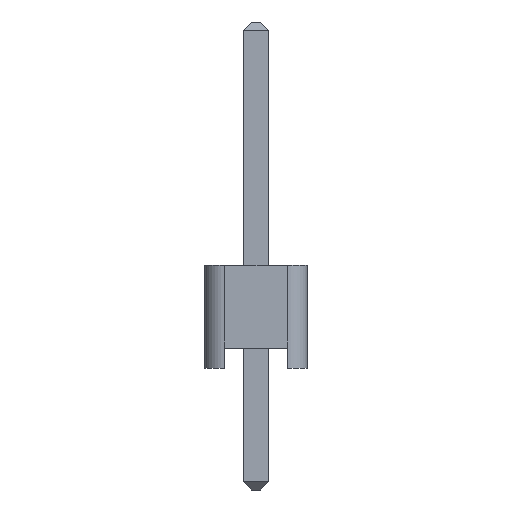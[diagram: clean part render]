
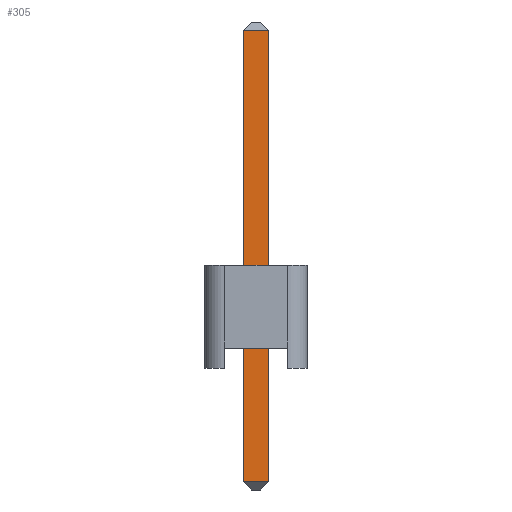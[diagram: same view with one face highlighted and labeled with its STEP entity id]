
A CAD part, left-side view. The second image highlights one B-rep face of the part: STEP entity #305.
In plain terms, the highlighted planar face has unit normal (-1, 0, 0).
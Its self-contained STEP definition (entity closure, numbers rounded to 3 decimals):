
#189 = EDGE_CURVE('',#190,#192,#194,.T.);
#190 = VERTEX_POINT('',#191);
#191 = CARTESIAN_POINT('',(-0.32,0.32,0.2));
#192 = VERTEX_POINT('',#193);
#193 = CARTESIAN_POINT('',(-0.32,0.32,11.34));
#194 = SURFACE_CURVE('',#195,(#199,#211),.PCURVE_S1.);
#195 = LINE('',#196,#197);
#196 = CARTESIAN_POINT('',(-0.32,0.32,0.));
#197 = VECTOR('',#198,1.);
#198 = DIRECTION('',(0.,0.,1.));
#199 = PCURVE('',#200,#205);
#200 = PLANE('',#201);
#201 = AXIS2_PLACEMENT_3D('',#202,#203,#204);
#202 = CARTESIAN_POINT('',(-0.32,0.32,0.));
#203 = DIRECTION('',(0.,1.,0.));
#204 = DIRECTION('',(1.,0.,0.));
#205 = DEFINITIONAL_REPRESENTATION('',(#206),#210);
#206 = LINE('',#207,#208);
#207 = CARTESIAN_POINT('',(0.,0.));
#208 = VECTOR('',#209,1.);
#209 = DIRECTION('',(0.,-1.));
#210 = ( GEOMETRIC_REPRESENTATION_CONTEXT(2) 
PARAMETRIC_REPRESENTATION_CONTEXT() REPRESENTATION_CONTEXT('2D SPACE',''
  ) );
#211 = PCURVE('',#212,#217);
#212 = PLANE('',#213);
#213 = AXIS2_PLACEMENT_3D('',#214,#215,#216);
#214 = CARTESIAN_POINT('',(-0.32,-0.32,0.));
#215 = DIRECTION('',(-1.,0.,0.));
#216 = DIRECTION('',(0.,1.,0.));
#217 = DEFINITIONAL_REPRESENTATION('',(#218),#222);
#218 = LINE('',#219,#220);
#219 = CARTESIAN_POINT('',(0.64,0.));
#220 = VECTOR('',#221,1.);
#221 = DIRECTION('',(0.,-1.));
#222 = ( GEOMETRIC_REPRESENTATION_CONTEXT(2) 
PARAMETRIC_REPRESENTATION_CONTEXT() REPRESENTATION_CONTEXT('2D SPACE',''
  ) );
#305 = ADVANCED_FACE('',(#306),#212,.T.);
#306 = FACE_BOUND('',#307,.T.);
#307 = EDGE_LOOP('',(#308,#338,#364,#365));
#308 = ORIENTED_EDGE('',*,*,#309,.T.);
#309 = EDGE_CURVE('',#310,#312,#314,.T.);
#310 = VERTEX_POINT('',#311);
#311 = CARTESIAN_POINT('',(-0.32,-0.32,0.2));
#312 = VERTEX_POINT('',#313);
#313 = CARTESIAN_POINT('',(-0.32,-0.32,11.34));
#314 = SURFACE_CURVE('',#315,(#319,#326),.PCURVE_S1.);
#315 = LINE('',#316,#317);
#316 = CARTESIAN_POINT('',(-0.32,-0.32,0.));
#317 = VECTOR('',#318,1.);
#318 = DIRECTION('',(0.,0.,1.));
#319 = PCURVE('',#212,#320);
#320 = DEFINITIONAL_REPRESENTATION('',(#321),#325);
#321 = LINE('',#322,#323);
#322 = CARTESIAN_POINT('',(0.,0.));
#323 = VECTOR('',#324,1.);
#324 = DIRECTION('',(0.,-1.));
#325 = ( GEOMETRIC_REPRESENTATION_CONTEXT(2) 
PARAMETRIC_REPRESENTATION_CONTEXT() REPRESENTATION_CONTEXT('2D SPACE',''
  ) );
#326 = PCURVE('',#327,#332);
#327 = PLANE('',#328);
#328 = AXIS2_PLACEMENT_3D('',#329,#330,#331);
#329 = CARTESIAN_POINT('',(0.32,-0.32,0.));
#330 = DIRECTION('',(0.,-1.,0.));
#331 = DIRECTION('',(-1.,0.,0.));
#332 = DEFINITIONAL_REPRESENTATION('',(#333),#337);
#333 = LINE('',#334,#335);
#334 = CARTESIAN_POINT('',(0.64,0.));
#335 = VECTOR('',#336,1.);
#336 = DIRECTION('',(0.,-1.));
#337 = ( GEOMETRIC_REPRESENTATION_CONTEXT(2) 
PARAMETRIC_REPRESENTATION_CONTEXT() REPRESENTATION_CONTEXT('2D SPACE',''
  ) );
#338 = ORIENTED_EDGE('',*,*,#339,.T.);
#339 = EDGE_CURVE('',#312,#192,#340,.T.);
#340 = SURFACE_CURVE('',#341,(#345,#352),.PCURVE_S1.);
#341 = LINE('',#342,#343);
#342 = CARTESIAN_POINT('',(-0.32,-0.32,11.34));
#343 = VECTOR('',#344,1.);
#344 = DIRECTION('',(0.,1.,0.));
#345 = PCURVE('',#212,#346);
#346 = DEFINITIONAL_REPRESENTATION('',(#347),#351);
#347 = LINE('',#348,#349);
#348 = CARTESIAN_POINT('',(0.,-11.34));
#349 = VECTOR('',#350,1.);
#350 = DIRECTION('',(1.,0.));
#351 = ( GEOMETRIC_REPRESENTATION_CONTEXT(2) 
PARAMETRIC_REPRESENTATION_CONTEXT() REPRESENTATION_CONTEXT('2D SPACE',''
  ) );
#352 = PCURVE('',#353,#358);
#353 = PLANE('',#354);
#354 = AXIS2_PLACEMENT_3D('',#355,#356,#357);
#355 = CARTESIAN_POINT('',(-0.22,-0.32,11.44));
#356 = DIRECTION('',(0.707,0.,-0.707)
  );
#357 = DIRECTION('',(0.,1.,0.));
#358 = DEFINITIONAL_REPRESENTATION('',(#359),#363);
#359 = LINE('',#360,#361);
#360 = CARTESIAN_POINT('',(0.,-0.141));
#361 = VECTOR('',#362,1.);
#362 = DIRECTION('',(1.,0.));
#363 = ( GEOMETRIC_REPRESENTATION_CONTEXT(2) 
PARAMETRIC_REPRESENTATION_CONTEXT() REPRESENTATION_CONTEXT('2D SPACE',''
  ) );
#364 = ORIENTED_EDGE('',*,*,#189,.F.);
#365 = ORIENTED_EDGE('',*,*,#366,.F.);
#366 = EDGE_CURVE('',#310,#190,#367,.T.);
#367 = SURFACE_CURVE('',#368,(#372,#379),.PCURVE_S1.);
#368 = LINE('',#369,#370);
#369 = CARTESIAN_POINT('',(-0.32,-0.32,0.2));
#370 = VECTOR('',#371,1.);
#371 = DIRECTION('',(0.,1.,0.));
#372 = PCURVE('',#212,#373);
#373 = DEFINITIONAL_REPRESENTATION('',(#374),#378);
#374 = LINE('',#375,#376);
#375 = CARTESIAN_POINT('',(0.,-0.2));
#376 = VECTOR('',#377,1.);
#377 = DIRECTION('',(1.,0.));
#378 = ( GEOMETRIC_REPRESENTATION_CONTEXT(2) 
PARAMETRIC_REPRESENTATION_CONTEXT() REPRESENTATION_CONTEXT('2D SPACE',''
  ) );
#379 = PCURVE('',#380,#385);
#380 = PLANE('',#381);
#381 = AXIS2_PLACEMENT_3D('',#382,#383,#384);
#382 = CARTESIAN_POINT('',(-0.22,-0.32,0.1));
#383 = DIRECTION('',(-0.707,0.,-0.707));
#384 = DIRECTION('',(0.,1.,0.));
#385 = DEFINITIONAL_REPRESENTATION('',(#386),#390);
#386 = LINE('',#387,#388);
#387 = CARTESIAN_POINT('',(0.,-0.141));
#388 = VECTOR('',#389,1.);
#389 = DIRECTION('',(1.,0.));
#390 = ( GEOMETRIC_REPRESENTATION_CONTEXT(2) 
PARAMETRIC_REPRESENTATION_CONTEXT() REPRESENTATION_CONTEXT('2D SPACE',''
  ) );
